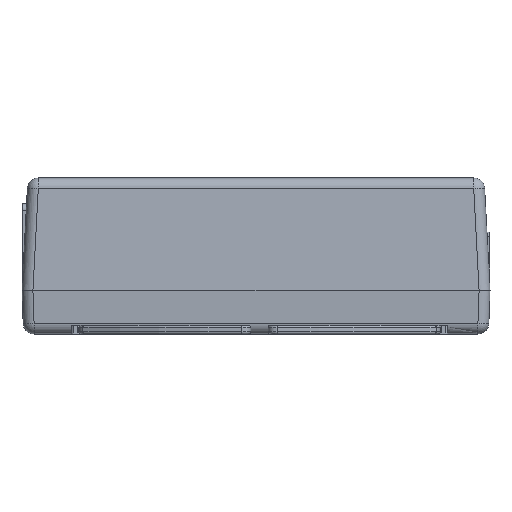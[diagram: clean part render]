
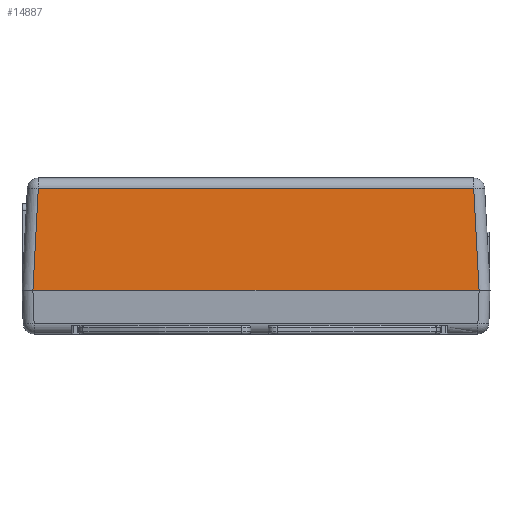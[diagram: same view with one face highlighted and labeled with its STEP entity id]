
A CAD part, front view. The second image highlights one B-rep face of the part: STEP entity #14887.
In plain terms, the highlighted planar face has unit normal (0, -0.999, 0.052).
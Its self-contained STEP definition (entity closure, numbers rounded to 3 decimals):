
#1204=DIRECTION('',(1.,0.,0.));
#1205=VECTOR('',#1204,102.007);
#1206=CARTESIAN_POINT('',(-47.803,-27.5,10.));
#1207=LINE('',#1206,#1205);
#1208=DIRECTION('',(-0.052,-0.052,-0.997));
#1209=VECTOR('',#1208,23.395);
#1210=CARTESIAN_POINT('',(-46.581,-26.277,
33.331));
#1211=LINE('',#1210,#1209);
#1212=DIRECTION('',(1.,0.,0.));
#1213=VECTOR('',#1212,99.561);
#1214=CARTESIAN_POINT('',(-46.581,-26.277,
33.331));
#1215=LINE('',#1214,#1213);
#1216=DIRECTION('',(0.052,-0.052,-0.997));
#1217=VECTOR('',#1216,23.395);
#1218=CARTESIAN_POINT('',(52.981,-26.277,33.331));
#1219=LINE('',#1218,#1217);
#10381=CARTESIAN_POINT('',(-46.581,-26.277,
33.331));
#10382=CARTESIAN_POINT('',(52.981,-26.277,
33.331));
#10383=VERTEX_POINT('',#10381);
#10384=VERTEX_POINT('',#10382);
#13477=CARTESIAN_POINT('',(-47.803,-27.5,10.));
#13478=CARTESIAN_POINT('',(54.203,-27.5,10.));
#13479=VERTEX_POINT('',#13477);
#13480=VERTEX_POINT('',#13478);
#14874=CARTESIAN_POINT('',(-50.3,-27.5,10.));
#14875=DIRECTION('',(0.,-0.999,0.052));
#14876=DIRECTION('',(1.,0.,0.));
#14877=AXIS2_PLACEMENT_3D('',#14874,#14875,#14876);
#14878=PLANE('',#14877);
#14879=ORIENTED_EDGE('',*,*,#14688,.F.);
#14881=ORIENTED_EDGE('',*,*,#14880,.F.);
#14882=ORIENTED_EDGE('',*,*,#14865,.T.);
#14884=ORIENTED_EDGE('',*,*,#14883,.T.);
#14885=EDGE_LOOP('',(#14879,#14881,#14882,#14884));
#14886=FACE_OUTER_BOUND('',#14885,.F.);
#14887=ADVANCED_FACE('',(#14886),#14878,.T.);
#14688=EDGE_CURVE('',#13479,#13480,#1207,.T.);
#14865=EDGE_CURVE('',#10383,#10384,#1215,.T.);
#14880=EDGE_CURVE('',#10383,#13479,#1211,.T.);
#14883=EDGE_CURVE('',#10384,#13480,#1219,.T.);
